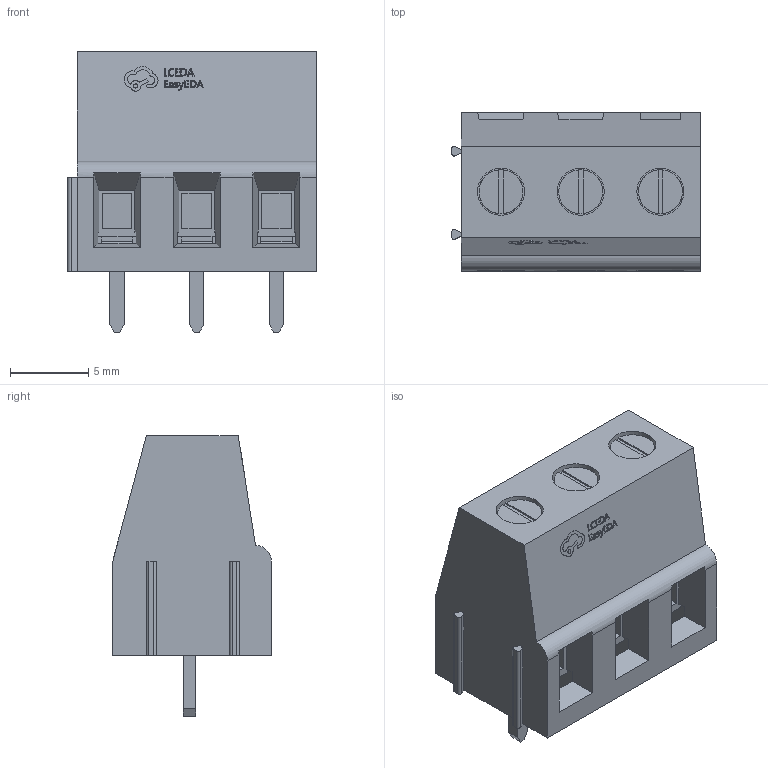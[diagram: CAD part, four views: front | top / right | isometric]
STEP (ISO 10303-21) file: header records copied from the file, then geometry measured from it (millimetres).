
FILE_DESCRIPTION (( 'STEP AP214' ), '1' );
FILE_NAME ('CONN-TH_3P-P5.08_MX128L-5.08-03P-GN01-CU-Y-A.STEP', '2024-04-23T13:52:46', ( '' ), ( '' ), 'SwSTEP 2.0', 'SolidWorks 2020', '' );
FILE_SCHEMA (( 'AUTOMOTIVE_DESIGN' ));
Length unit declared in the file: millimetre
Products named in the file (1): CONN-TH_3P-P5.08_MX128L-5.08-03P-GN01-CU-Y-A
Bounding box: 15.84 x 10.1 x 17.9 mm (x, y, z)
Volume: 1560.6 mm3; surface area: 1486.6 mm2
Topology: 1 solids, 1 shells, 419 faces, 1192 edges, 788 vertices
Faces by surface type: plane 289, bspline 98, cylinder 32
Entity records: 18673 total; most frequent: CARTESIAN_POINT 3724, ORIENTED_EDGE 2384, DIRECTION 1706, EDGE_CURVE 1192, LINE 910, VECTOR 910, VERTEX_POINT 788, EDGE_LOOP 450
